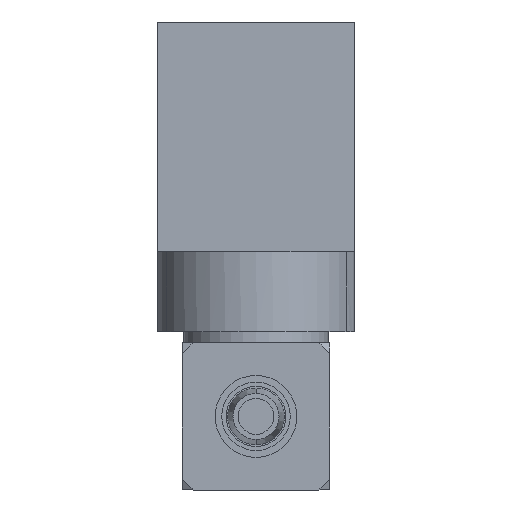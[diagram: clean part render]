
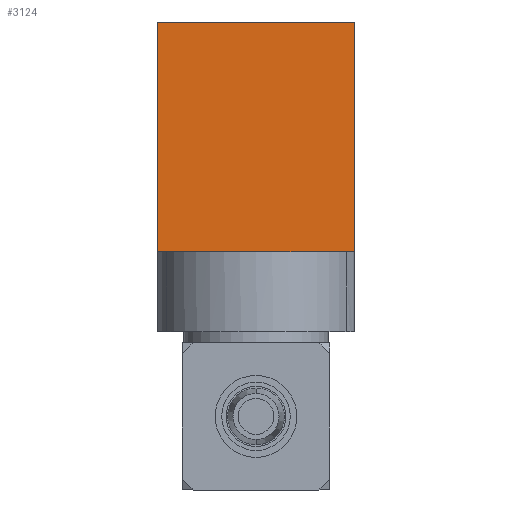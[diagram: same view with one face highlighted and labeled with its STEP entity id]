
A CAD part, front view. The second image highlights one B-rep face of the part: STEP entity #3124.
In plain terms, the highlighted planar face has unit normal (0, -1, 0).
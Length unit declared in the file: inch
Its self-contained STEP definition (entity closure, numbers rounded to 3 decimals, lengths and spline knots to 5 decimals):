
#60 = FACE_OUTER_BOUND ( 'NONE', #6045, .T. ) ;
#137 = EDGE_CURVE ( 'NONE', #1403, #4052, #3135, .T. ) ;
#407 = LINE ( 'NONE', #1250, #2716 ) ;
#466 = AXIS2_PLACEMENT_3D ( 'NONE', #5924, #2342, #6691 ) ;
#664 = CARTESIAN_POINT ( 'NONE',  ( -0.185, -0.18494, 0. ) ) ;
#1021 = VECTOR ( 'NONE', #4822, 39.37008 ) ;
#1250 = CARTESIAN_POINT ( 'NONE',  ( 0.185, -0.18494, -0.58065 ) ) ;
#1303 = EDGE_CURVE ( 'NONE', #1403, #5461, #6269, .T. ) ;
#1367 = EDGE_CURVE ( 'NONE', #8585, #8734, #407, .T. ) ;
#1403 = VERTEX_POINT ( 'NONE', #3220 ) ;
#1826 = CARTESIAN_POINT ( 'NONE',  ( -0.00064, -0.18494, -0.43065 ) ) ;
#2045 = ORIENTED_EDGE ( 'NONE', *, *, #1367, .T. ) ;
#2175 = DIRECTION ( 'NONE',  ( 1., 0., 0. ) ) ;
#2342 = DIRECTION ( 'NONE',  ( 0., -1., 0. ) ) ;
#2396 = ORIENTED_EDGE ( 'NONE', *, *, #7056, .T. ) ;
#2716 = VECTOR ( 'NONE', #4184, 39.37008 ) ;
#2719 = CARTESIAN_POINT ( 'NONE',  ( -0.185, -0.18494, -0.43065 ) ) ;
#3124 = ADVANCED_FACE ( 'NONE', ( #60 ), #5878, .T. ) ;
#3135 = LINE ( 'NONE', #3800, #4697 ) ;
#3220 = CARTESIAN_POINT ( 'NONE',  ( -0.185, -0.18494, -0.43065 ) ) ;
#3800 = CARTESIAN_POINT ( 'NONE',  ( -0.185, -0.18494, -0.43065 ) ) ;
#4052 = VERTEX_POINT ( 'NONE', #1826 ) ;
#4093 = ORIENTED_EDGE ( 'NONE', *, *, #8906, .F. ) ;
#4184 = DIRECTION ( 'NONE',  ( 0., 0., 1. ) ) ;
#4697 = VECTOR ( 'NONE', #9029, 39.37008 ) ;
#4761 = CARTESIAN_POINT ( 'NONE',  ( -0.185, -0.18494, 0. ) ) ;
#4822 = DIRECTION ( 'NONE',  ( 0., 0., 1. ) ) ;
#4899 = LINE ( 'NONE', #2719, #8197 ) ;
#5461 = VERTEX_POINT ( 'NONE', #4761 ) ;
#5652 = CARTESIAN_POINT ( 'NONE',  ( 0.185, -0.18494, -0.43065 ) ) ;
#5672 = DIRECTION ( 'NONE',  ( 1., 0., 0. ) ) ;
#5878 = PLANE ( 'NONE',  #466 ) ;
#5924 = CARTESIAN_POINT ( 'NONE',  ( -0.185, -0.18494, -0.58065 ) ) ;
#6045 = EDGE_LOOP ( 'NONE', ( #6212, #6779, #2396, #2045, #4093 ) ) ;
#6212 = ORIENTED_EDGE ( 'NONE', *, *, #1303, .F. ) ;
#6269 = LINE ( 'NONE', #6985, #1021 ) ;
#6691 = DIRECTION ( 'NONE',  ( 0., 0., -1. ) ) ;
#6779 = ORIENTED_EDGE ( 'NONE', *, *, #137, .T. ) ;
#6985 = CARTESIAN_POINT ( 'NONE',  ( -0.185, -0.18494, -0.58065 ) ) ;
#7056 = EDGE_CURVE ( 'NONE', #4052, #8585, #4899, .T. ) ;
#8129 = CARTESIAN_POINT ( 'NONE',  ( 0.185, -0.18494, 0. ) ) ;
#8197 = VECTOR ( 'NONE', #5672, 39.37008 ) ;
#8585 = VERTEX_POINT ( 'NONE', #5652 ) ;
#8669 = VECTOR ( 'NONE', #2175, 39.37008 ) ;
#8734 = VERTEX_POINT ( 'NONE', #8129 ) ;
#8906 = EDGE_CURVE ( 'NONE', #5461, #8734, #9357, .T. ) ;
#9029 = DIRECTION ( 'NONE',  ( 1., 0., 0. ) ) ;
#9357 = LINE ( 'NONE', #664, #8669 ) ;
